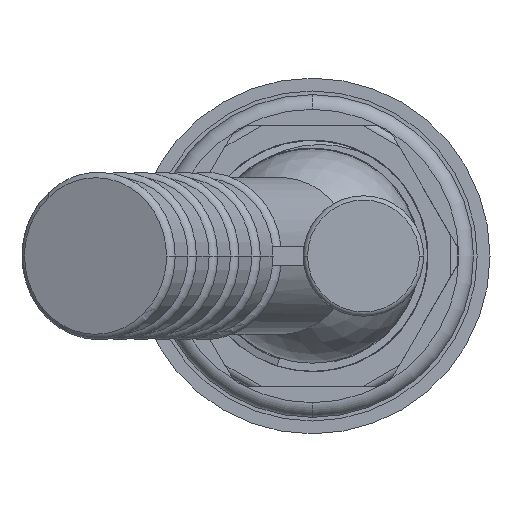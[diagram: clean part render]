
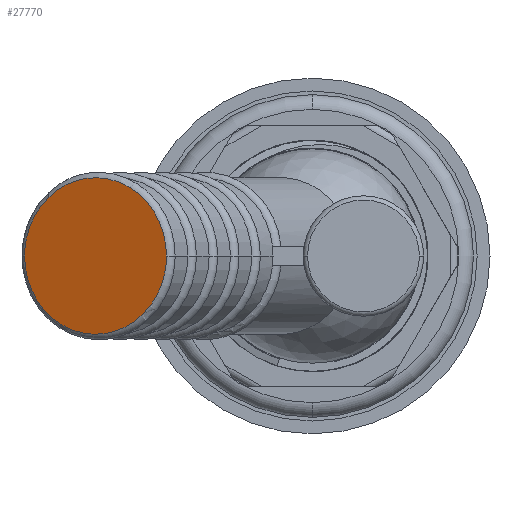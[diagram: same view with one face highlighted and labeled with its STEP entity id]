
A CAD part, front view. The second image highlights one B-rep face of the part: STEP entity #27770.
In plain terms, the highlighted planar face has unit normal (-0.423, -0.906, 0).
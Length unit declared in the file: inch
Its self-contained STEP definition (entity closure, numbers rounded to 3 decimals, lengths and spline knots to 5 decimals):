
#13484=CARTESIAN_POINT('',(-1.56821,-6.11367,0.));
#13485=CARTESIAN_POINT('',(-1.56818,-6.11369,
-0.01634));
#13486=CARTESIAN_POINT('',(-1.56641,-6.11451,
-0.04892));
#13487=CARTESIAN_POINT('',(-1.55872,-6.1181,
-0.09787));
#13488=CARTESIAN_POINT('',(-1.54583,-6.12411,
-0.14566));
#13489=CARTESIAN_POINT('',(-1.52798,-6.13243,
-0.19153));
#13490=CARTESIAN_POINT('',(-1.50547,-6.14293,
-0.23466));
#13491=CARTESIAN_POINT('',(-1.47858,-6.15547,
-0.27462));
#13492=CARTESIAN_POINT('',(-1.44762,-6.1699,
-0.31091));
#13493=CARTESIAN_POINT('',(-1.41304,-6.18603,
-0.34299));
#13494=CARTESIAN_POINT('',(-1.37534,-6.20361,
-0.37039));
#13495=CARTESIAN_POINT('',(-1.33501,-6.22242,
-0.39278));
#13496=CARTESIAN_POINT('',(-1.29258,-6.2422,
-0.40984));
#13497=CARTESIAN_POINT('',(-1.24864,-6.26269,
-0.42135));
#13498=CARTESIAN_POINT('',(-1.20379,-6.2836,
-0.42714));
#13499=CARTESIAN_POINT('',(-1.15864,-6.30466,
-0.42714));
#13500=CARTESIAN_POINT('',(-1.11379,-6.32557,
-0.42135));
#13501=CARTESIAN_POINT('',(-1.06986,-6.34606,
-0.40984));
#13502=CARTESIAN_POINT('',(-1.02743,-6.36584,
-0.39278));
#13503=CARTESIAN_POINT('',(-0.9871,-6.38465,
-0.37039));
#13504=CARTESIAN_POINT('',(-0.94939,-6.40223,
-0.34299));
#13505=CARTESIAN_POINT('',(-0.91482,-6.41836,
-0.31091));
#13506=CARTESIAN_POINT('',(-0.88386,-6.43279,
-0.27462));
#13507=CARTESIAN_POINT('',(-0.85697,-6.44533,
-0.23466));
#13508=CARTESIAN_POINT('',(-0.83446,-6.45583,
-0.19153));
#13509=CARTESIAN_POINT('',(-0.8166,-6.46415,
-0.14566));
#13510=CARTESIAN_POINT('',(-0.80371,-6.47016,
-0.09787));
#13511=CARTESIAN_POINT('',(-0.79603,-6.47375,
-0.04892));
#13512=CARTESIAN_POINT('',(-0.79426,-6.47457,
-0.01634));
#13513=CARTESIAN_POINT('',(-0.79422,-6.47459,0.));
#13518=CARTESIAN_POINT('',(-0.79422,-6.47459,0.));
#13519=CARTESIAN_POINT('',(-0.79426,-6.47457,
0.01634));
#13520=CARTESIAN_POINT('',(-0.79603,-6.47375,
0.04892));
#13521=CARTESIAN_POINT('',(-0.80371,-6.47016,
0.09787));
#13522=CARTESIAN_POINT('',(-0.8166,-6.46415,
0.14566));
#13523=CARTESIAN_POINT('',(-0.83446,-6.45583,
0.19153));
#13524=CARTESIAN_POINT('',(-0.85697,-6.44533,
0.23466));
#13525=CARTESIAN_POINT('',(-0.88386,-6.43279,
0.27462));
#13526=CARTESIAN_POINT('',(-0.91482,-6.41836,
0.31091));
#13527=CARTESIAN_POINT('',(-0.94939,-6.40223,
0.34299));
#13528=CARTESIAN_POINT('',(-0.9871,-6.38465,
0.37039));
#13529=CARTESIAN_POINT('',(-1.02743,-6.36584,
0.39278));
#13530=CARTESIAN_POINT('',(-1.06986,-6.34606,
0.40984));
#13531=CARTESIAN_POINT('',(-1.11379,-6.32557,
0.42135));
#13532=CARTESIAN_POINT('',(-1.15864,-6.30466,
0.42714));
#13533=CARTESIAN_POINT('',(-1.20379,-6.2836,
0.42714));
#13534=CARTESIAN_POINT('',(-1.24864,-6.26269,
0.42135));
#13535=CARTESIAN_POINT('',(-1.29258,-6.2422,
0.40984));
#13536=CARTESIAN_POINT('',(-1.33501,-6.22242,
0.39278));
#13537=CARTESIAN_POINT('',(-1.37534,-6.20361,
0.37039));
#13538=CARTESIAN_POINT('',(-1.41304,-6.18603,
0.34299));
#13539=CARTESIAN_POINT('',(-1.44762,-6.1699,
0.31091));
#13540=CARTESIAN_POINT('',(-1.47858,-6.15547,
0.27462));
#13541=CARTESIAN_POINT('',(-1.50547,-6.14293,
0.23466));
#13542=CARTESIAN_POINT('',(-1.52798,-6.13243,
0.19153));
#13543=CARTESIAN_POINT('',(-1.54583,-6.12411,
0.14566));
#13544=CARTESIAN_POINT('',(-1.55872,-6.1181,
0.09787));
#13545=CARTESIAN_POINT('',(-1.56641,-6.11451,
0.04892));
#13546=CARTESIAN_POINT('',(-1.56818,-6.11369,
0.01634));
#13547=CARTESIAN_POINT('',(-1.56821,-6.11367,0.));
#14842=CARTESIAN_POINT('',(-1.56796,-6.11337,0.));
#14843=VERTEX_POINT('',#14842);
#14844=CARTESIAN_POINT('',(-0.79416,-6.47421,0.));
#14845=VERTEX_POINT('',#14844);
#27761=CARTESIAN_POINT('',(-1.18122,-6.29413,0.));
#27762=DIRECTION('',(-0.423,-0.906,0.));
#27763=DIRECTION('',(0.906,-0.423,0.));
#27764=AXIS2_PLACEMENT_3D('',#27761,#27762,#27763);
#27765=PLANE('',#27764);
#27766=ORIENTED_EDGE('',*,*,#27624,.F.);
#27767=ORIENTED_EDGE('',*,*,#27609,.F.);
#27768=EDGE_LOOP('',(#27766,#27767));
#27769=FACE_OUTER_BOUND('',#27768,.F.);
#13514=B_SPLINE_CURVE_WITH_KNOTS('',3,(#13484,#13485,#13486,#13487,#13488,
#13489,#13490,#13491,#13492,#13493,#13494,#13495,#13496,#13497,#13498,#13499,
#13500,#13501,#13502,#13503,#13504,#13505,#13506,#13507,#13508,#13509,#13510,
#13511,#13512,#13513),.UNSPECIFIED.,.F.,.F.,(4,1,1,1,1,1,1,1,1,1,1,1,1,1,1,1,1,
1,1,1,1,1,1,1,1,1,1,4),(0.,0.03704,0.07407,
0.11111,0.14815,0.18519,0.22222,
0.25926,0.2963,0.33333,0.37037,
0.40741,0.44444,0.48148,0.51852,
0.55556,0.59259,0.62963,0.66667,
0.7037,0.74074,0.77778,0.81481,
0.85185,0.88889,0.92593,0.96296,1.),
.UNSPECIFIED.);
#13548=B_SPLINE_CURVE_WITH_KNOTS('',3,(#13518,#13519,#13520,#13521,#13522,
#13523,#13524,#13525,#13526,#13527,#13528,#13529,#13530,#13531,#13532,#13533,
#13534,#13535,#13536,#13537,#13538,#13539,#13540,#13541,#13542,#13543,#13544,
#13545,#13546,#13547),.UNSPECIFIED.,.F.,.F.,(4,1,1,1,1,1,1,1,1,1,1,1,1,1,1,1,1,
1,1,1,1,1,1,1,1,1,1,4),(0.,0.03704,0.07407,
0.11111,0.14815,0.18519,0.22222,
0.25926,0.2963,0.33333,0.37037,
0.40741,0.44444,0.48148,0.51852,
0.55556,0.59259,0.62963,0.66667,
0.7037,0.74074,0.77778,0.81481,
0.85185,0.88889,0.92593,0.96296,1.),
.UNSPECIFIED.);
#27609=EDGE_CURVE('',#14845,#14843,#13548,.T.);
#27624=EDGE_CURVE('',#14843,#14845,#13514,.T.);
#27770=ADVANCED_FACE('',(#27769),#27765,.T.);
